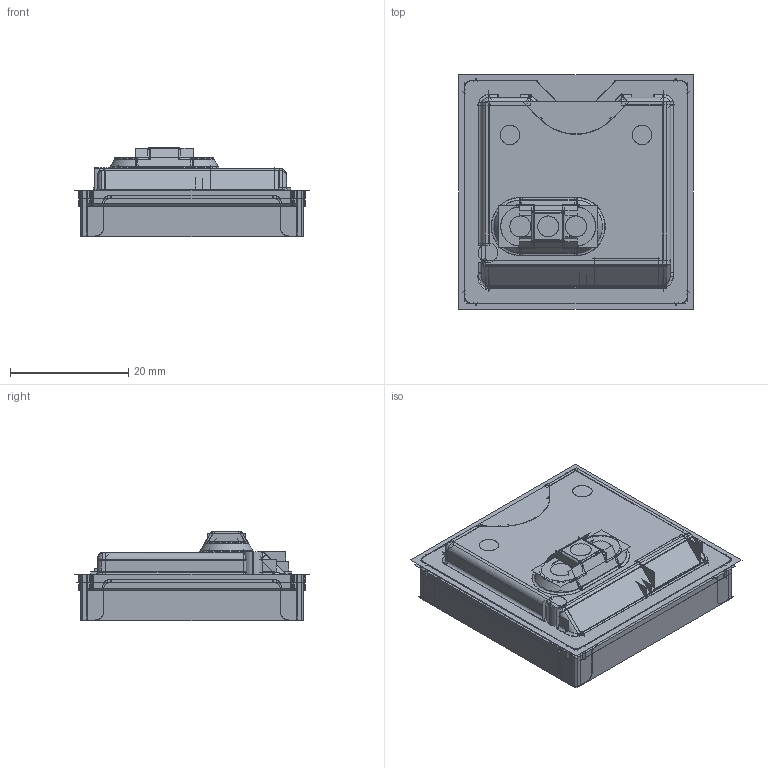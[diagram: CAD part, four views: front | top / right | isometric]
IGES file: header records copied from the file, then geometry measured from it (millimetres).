
Start section:  PTC IGES file: 214662.igs
Global section: file name: 214662.igs; native system: Creo Parametric by PTC Inc.; preprocessor: 2018300; author: pdmadmin; organization: Unknown; date: 20191009.121858; units: millimetre
Bounding box: 39.68 x 39.73 x 15.19 mm (x, y, z)
Volume: 2316.3 mm3; surface area: 22643.2 mm2
Topology: 1 solids, 1 shells, 572 faces, 2963 edges, 3711 vertices
Faces by surface type: revolution 316, bspline 256
